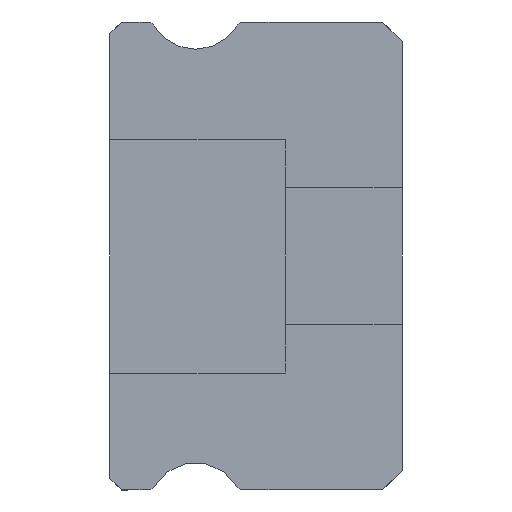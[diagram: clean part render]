
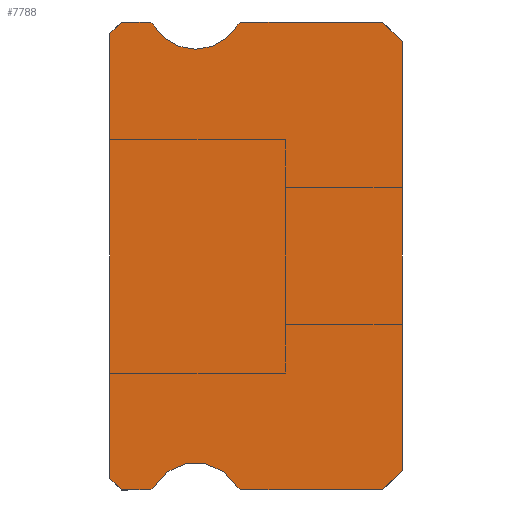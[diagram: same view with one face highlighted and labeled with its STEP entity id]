
A CAD part, left-side view. The second image highlights one B-rep face of the part: STEP entity #7788.
In plain terms, the highlighted planar face has unit normal (-1, 0, 0).
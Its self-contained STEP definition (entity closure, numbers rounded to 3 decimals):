
#149 = LINE ( 'NONE', #1192, #6506 ) ;
#201 = VECTOR ( 'NONE', #7130, 1000. ) ;
#235 = DIRECTION ( 'NONE',  ( 0., 0., -1. ) ) ;
#390 = AXIS2_PLACEMENT_3D ( 'NONE', #8124, #3978, #10582 ) ;
#443 = CARTESIAN_POINT ( 'NONE',  ( -5., 7.2, -6. ) ) ;
#487 = ORIENTED_EDGE ( 'NONE', *, *, #4158, .F. ) ;
#505 = LINE ( 'NONE', #9760, #201 ) ;
#506 = EDGE_CURVE ( 'NONE', #10678, #3720, #9761, .T. ) ;
#819 = LINE ( 'NONE', #7403, #7704 ) ;
#923 = CARTESIAN_POINT ( 'NONE',  ( -5., 5.3, 6.55 ) ) ;
#986 = CARTESIAN_POINT ( 'NONE',  ( -5., 4.217, 5.925 ) ) ;
#1004 = EDGE_CURVE ( 'NONE', #5415, #7254, #4585, .T. ) ;
#1059 = ORIENTED_EDGE ( 'NONE', *, *, #9338, .T. ) ;
#1063 = EDGE_CURVE ( 'NONE', #3238, #9299, #4446, .T. ) ;
#1101 = VECTOR ( 'NONE', #8748, 1000. ) ;
#1106 = EDGE_CURVE ( 'NONE', #3026, #9575, #505, .T. ) ;
#1192 = CARTESIAN_POINT ( 'NONE',  ( -5., 6.512, -6. ) ) ;
#1239 = CARTESIAN_POINT ( 'NONE',  ( -5., 6.512, -6. ) ) ;
#1259 = AXIS2_PLACEMENT_3D ( 'NONE', #9266, #3631, #235 ) ;
#1391 = DIRECTION ( 'NONE',  ( 0., -0.707, -0.707 ) ) ;
#1444 = LINE ( 'NONE', #9763, #1101 ) ;
#1639 = DIRECTION ( 'NONE',  ( -1., 0., 0. ) ) ;
#1650 = DIRECTION ( 'NONE',  ( 0., 0., -1. ) ) ;
#1682 = CARTESIAN_POINT ( 'NONE',  ( -5., 7.5, 5.7 ) ) ;
#1715 = EDGE_CURVE ( 'NONE', #2554, #8553, #1444, .T. ) ;
#1979 = DIRECTION ( 'NONE',  ( 1., 0., 0. ) ) ;
#1993 = ORIENTED_EDGE ( 'NONE', *, *, #9151, .F. ) ;
#2002 = DIRECTION ( 'NONE',  ( 0., -0.707, -0.707 ) ) ;
#2211 = CARTESIAN_POINT ( 'NONE',  ( -5., 0.5, 6. ) ) ;
#2228 = LINE ( 'NONE', #1239, #9402 ) ;
#2267 = CARTESIAN_POINT ( 'NONE',  ( -5., 4.088, -6. ) ) ;
#2289 = VERTEX_POINT ( 'NONE', #986 ) ;
#2328 = EDGE_CURVE ( 'NONE', #2289, #2554, #8228, .T. ) ;
#2417 = ORIENTED_EDGE ( 'NONE', *, *, #5300, .F. ) ;
#2433 = PLANE ( 'NONE',  #3920 ) ;
#2554 = VERTEX_POINT ( 'NONE', #5298 ) ;
#2603 = ORIENTED_EDGE ( 'NONE', *, *, #1106, .F. ) ;
#2749 = AXIS2_PLACEMENT_3D ( 'NONE', #923, #1639, #7541 ) ;
#2849 = DIRECTION ( 'NONE',  ( 0., 0., -1. ) ) ;
#3026 = VERTEX_POINT ( 'NONE', #6200 ) ;
#3238 = VERTEX_POINT ( 'NONE', #7114 ) ;
#3349 = VECTOR ( 'NONE', #2002, 1000. ) ;
#3503 = VECTOR ( 'NONE', #5025, 1000. ) ;
#3601 = VERTEX_POINT ( 'NONE', #8587 ) ;
#3631 = DIRECTION ( 'NONE',  ( 1., 0., 0. ) ) ;
#3720 = VERTEX_POINT ( 'NONE', #3915 ) ;
#3774 = CARTESIAN_POINT ( 'NONE',  ( -5., 0.5, -6. ) ) ;
#3814 = CARTESIAN_POINT ( 'NONE',  ( -5., 6.383, 5.925 ) ) ;
#3915 = CARTESIAN_POINT ( 'NONE',  ( -5., 5.3, 5.3 ) ) ;
#3920 = AXIS2_PLACEMENT_3D ( 'NONE', #4844, #4179, #5055 ) ;
#3961 = DIRECTION ( 'NONE',  ( 0., 1., 0. ) ) ;
#3968 = CARTESIAN_POINT ( 'NONE',  ( -5., 7.5, -5.7 ) ) ;
#3978 = DIRECTION ( 'NONE',  ( 1., 0., 0. ) ) ;
#4057 = CIRCLE ( 'NONE', #4754, 0.15 ) ;
#4132 = EDGE_CURVE ( 'NONE', #7254, #7818, #9219, .T. ) ;
#4158 = EDGE_CURVE ( 'NONE', #9575, #5415, #2228, .T. ) ;
#4179 = DIRECTION ( 'NONE',  ( 1., 0., 0. ) ) ;
#4234 = CARTESIAN_POINT ( 'NONE',  ( -5., 6.383, -5.925 ) ) ;
#4305 = CARTESIAN_POINT ( 'NONE',  ( -5., 6.512, -6. ) ) ;
#4420 = EDGE_LOOP ( 'NONE', ( #6525, #9477, #8641, #1059, #1993, #7923, #9442, #487, #2603, #6715, #2417, #9896, #7122, #5075, #8492, #6714, #8637 ) ) ;
#4432 = DIRECTION ( 'NONE',  ( 0., 0., -1. ) ) ;
#4446 = LINE ( 'NONE', #7779, #7382 ) ;
#4529 = CARTESIAN_POINT ( 'NONE',  ( -5., 7.5, 5.7 ) ) ;
#4585 = CIRCLE ( 'NONE', #1259, 0.15 ) ;
#4642 = DIRECTION ( 'NONE',  ( 0., 1., 0. ) ) ;
#4643 = EDGE_CURVE ( 'NONE', #3238, #10678, #4057, .T. ) ;
#4754 = AXIS2_PLACEMENT_3D ( 'NONE', #9144, #10718, #1650 ) ;
#4844 = CARTESIAN_POINT ( 'NONE',  ( -5., 6.512, 5.85 ) ) ;
#5025 = DIRECTION ( 'NONE',  ( 0., 0.707, -0.707 ) ) ;
#5055 = DIRECTION ( 'NONE',  ( 0., 0., -1. ) ) ;
#5075 = ORIENTED_EDGE ( 'NONE', *, *, #5989, .F. ) ;
#5091 = AXIS2_PLACEMENT_3D ( 'NONE', #7870, #6067, #4432 ) ;
#5298 = CARTESIAN_POINT ( 'NONE',  ( -5., 4.088, 6. ) ) ;
#5300 = EDGE_CURVE ( 'NONE', #8553, #3601, #8762, .T. ) ;
#5415 = VERTEX_POINT ( 'NONE', #2267 ) ;
#5676 = DIRECTION ( 'NONE',  ( 0., 0., 1. ) ) ;
#5989 = EDGE_CURVE ( 'NONE', #3720, #2289, #6256, .T. ) ;
#6020 = VERTEX_POINT ( 'NONE', #4305 ) ;
#6067 = DIRECTION ( 'NONE',  ( -1., 0., 0. ) ) ;
#6200 = CARTESIAN_POINT ( 'NONE',  ( -5., 0., -5.5 ) ) ;
#6256 = CIRCLE ( 'NONE', #2749, 1.25 ) ;
#6299 = EDGE_CURVE ( 'NONE', #8477, #7721, #8865, .T. ) ;
#6490 = LINE ( 'NONE', #9780, #9246 ) ;
#6506 = VECTOR ( 'NONE', #6891, 1000. ) ;
#6525 = ORIENTED_EDGE ( 'NONE', *, *, #10316, .T. ) ;
#6565 = VERTEX_POINT ( 'NONE', #4529 ) ;
#6682 = DIRECTION ( 'NONE',  ( 0., 0., 1. ) ) ;
#6714 = ORIENTED_EDGE ( 'NONE', *, *, #4643, .F. ) ;
#6715 = ORIENTED_EDGE ( 'NONE', *, *, #9941, .T. ) ;
#6862 = CIRCLE ( 'NONE', #390, 0.15 ) ;
#6891 = DIRECTION ( 'NONE',  ( 0., -1., 0. ) ) ;
#7011 = CARTESIAN_POINT ( 'NONE',  ( -5., 4.088, 5.85 ) ) ;
#7114 = CARTESIAN_POINT ( 'NONE',  ( -5., 6.512, 6. ) ) ;
#7122 = ORIENTED_EDGE ( 'NONE', *, *, #2328, .F. ) ;
#7130 = DIRECTION ( 'NONE',  ( 0., 0.707, -0.707 ) ) ;
#7254 = VERTEX_POINT ( 'NONE', #9561 ) ;
#7332 = LINE ( 'NONE', #1682, #3503 ) ;
#7382 = VECTOR ( 'NONE', #3961, 1000. ) ;
#7403 = CARTESIAN_POINT ( 'NONE',  ( -5., 0., 5.5 ) ) ;
#7417 = FACE_OUTER_BOUND ( 'NONE', #4420, .T. ) ;
#7541 = DIRECTION ( 'NONE',  ( 0., 0., -1. ) ) ;
#7704 = VECTOR ( 'NONE', #6682, 1000. ) ;
#7721 = VERTEX_POINT ( 'NONE', #443 ) ;
#7779 = CARTESIAN_POINT ( 'NONE',  ( -5., 7.2, 6. ) ) ;
#7788 = ADVANCED_FACE ( 'NONE', ( #7417 ), #2433, .F. ) ;
#7818 = VERTEX_POINT ( 'NONE', #4234 ) ;
#7870 = CARTESIAN_POINT ( 'NONE',  ( -5., 5.3, 6.55 ) ) ;
#7923 = ORIENTED_EDGE ( 'NONE', *, *, #4132, .F. ) ;
#8051 = AXIS2_PLACEMENT_3D ( 'NONE', #9340, #10206, #2849 ) ;
#8124 = CARTESIAN_POINT ( 'NONE',  ( -5., 6.512, -5.85 ) ) ;
#8131 = CARTESIAN_POINT ( 'NONE',  ( -5., 7.2, -6. ) ) ;
#8228 = CIRCLE ( 'NONE', #10444, 0.15 ) ;
#8477 = VERTEX_POINT ( 'NONE', #3968 ) ;
#8492 = ORIENTED_EDGE ( 'NONE', *, *, #506, .F. ) ;
#8553 = VERTEX_POINT ( 'NONE', #2211 ) ;
#8587 = CARTESIAN_POINT ( 'NONE',  ( -5., 0., 5.5 ) ) ;
#8637 = ORIENTED_EDGE ( 'NONE', *, *, #1063, .T. ) ;
#8641 = ORIENTED_EDGE ( 'NONE', *, *, #6299, .T. ) ;
#8748 = DIRECTION ( 'NONE',  ( 0., -1., 0. ) ) ;
#8762 = LINE ( 'NONE', #9547, #3349 ) ;
#8865 = LINE ( 'NONE', #8131, #9692 ) ;
#9144 = CARTESIAN_POINT ( 'NONE',  ( -5., 6.512, 5.85 ) ) ;
#9151 = EDGE_CURVE ( 'NONE', #7818, #6020, #6862, .T. ) ;
#9177 = EDGE_CURVE ( 'NONE', #8477, #6565, #6490, .T. ) ;
#9185 = CARTESIAN_POINT ( 'NONE',  ( -5., 7.2, 6. ) ) ;
#9219 = CIRCLE ( 'NONE', #8051, 1.25 ) ;
#9246 = VECTOR ( 'NONE', #5676, 1000. ) ;
#9266 = CARTESIAN_POINT ( 'NONE',  ( -5., 4.088, -5.85 ) ) ;
#9299 = VERTEX_POINT ( 'NONE', #9185 ) ;
#9338 = EDGE_CURVE ( 'NONE', #7721, #6020, #149, .T. ) ;
#9340 = CARTESIAN_POINT ( 'NONE',  ( -5., 5.3, -6.55 ) ) ;
#9402 = VECTOR ( 'NONE', #4642, 1000. ) ;
#9442 = ORIENTED_EDGE ( 'NONE', *, *, #1004, .F. ) ;
#9477 = ORIENTED_EDGE ( 'NONE', *, *, #9177, .F. ) ;
#9547 = CARTESIAN_POINT ( 'NONE',  ( -5., 0.5, 6. ) ) ;
#9561 = CARTESIAN_POINT ( 'NONE',  ( -5., 4.217, -5.925 ) ) ;
#9575 = VERTEX_POINT ( 'NONE', #3774 ) ;
#9692 = VECTOR ( 'NONE', #1391, 1000. ) ;
#9760 = CARTESIAN_POINT ( 'NONE',  ( -5., 0., -5.5 ) ) ;
#9761 = CIRCLE ( 'NONE', #5091, 1.25 ) ;
#9763 = CARTESIAN_POINT ( 'NONE',  ( -5., 6.512, 6. ) ) ;
#9780 = CARTESIAN_POINT ( 'NONE',  ( -5., 7.5, 5.85 ) ) ;
#9896 = ORIENTED_EDGE ( 'NONE', *, *, #1715, .F. ) ;
#9941 = EDGE_CURVE ( 'NONE', #3026, #3601, #819, .T. ) ;
#10128 = DIRECTION ( 'NONE',  ( 0., 0., -1. ) ) ;
#10206 = DIRECTION ( 'NONE',  ( -1., 0., 0. ) ) ;
#10316 = EDGE_CURVE ( 'NONE', #9299, #6565, #7332, .T. ) ;
#10444 = AXIS2_PLACEMENT_3D ( 'NONE', #7011, #1979, #10128 ) ;
#10582 = DIRECTION ( 'NONE',  ( 0., 0., -1. ) ) ;
#10678 = VERTEX_POINT ( 'NONE', #3814 ) ;
#10718 = DIRECTION ( 'NONE',  ( 1., 0., 0. ) ) ;
